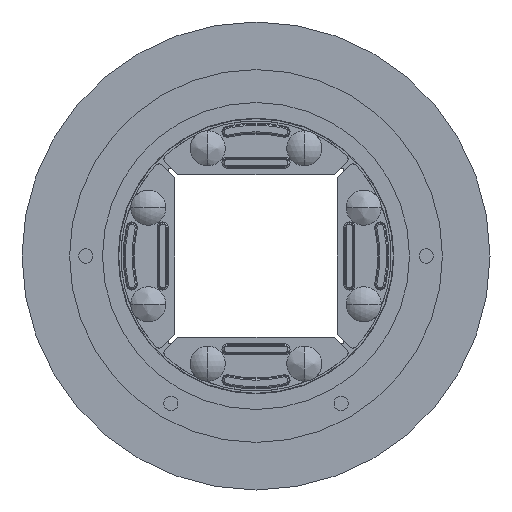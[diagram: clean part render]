
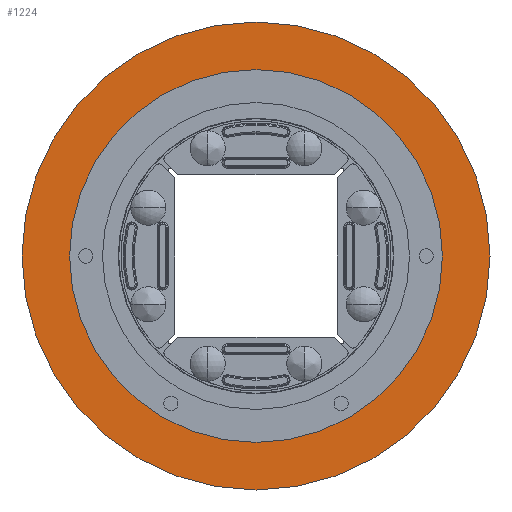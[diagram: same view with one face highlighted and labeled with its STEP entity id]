
A CAD part, left-side view. The second image highlights one B-rep face of the part: STEP entity #1224.
In plain terms, the highlighted face is planar.
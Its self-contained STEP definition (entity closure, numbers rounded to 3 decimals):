
#416=CARTESIAN_POINT('',(4.0,0.,84.85));
#417=VERTEX_POINT('',#416);
#426=CARTESIAN_POINT('',(4.0,0.,-84.85));
#427=VERTEX_POINT('',#426);
#428=CARTESIAN_POINT('',(4.0,0.0,0.0));
#429=DIRECTION('',(-1.0,0.0,0.0));
#430=DIRECTION('',(0.0,0.0,1.0));
#431=AXIS2_PLACEMENT_3D('',#428,#429,#430);
#432=CIRCLE('',#431,84.85);
#433=EDGE_CURVE('',#427,#417,#432,.T.);
#670=CARTESIAN_POINT('',(4.0,-106.5,0.));
#671=VERTEX_POINT('',#670);
#687=CARTESIAN_POINT('',(4.0,106.5,0.));
#688=VERTEX_POINT('',#687);
#695=CARTESIAN_POINT('',(4.0,0.0,0.0));
#696=DIRECTION('',(-1.0,0.0,0.0));
#697=DIRECTION('',(0.0,-1.0,0.0));
#698=AXIS2_PLACEMENT_3D('',#695,#696,#697);
#699=CIRCLE('',#698,106.5);
#700=EDGE_CURVE('',#688,#671,#699,.T.);
#1199=CARTESIAN_POINT('',(4.0,0.0,0.0));
#1200=DIRECTION('',(-1.0,0.0,0.0));
#1201=DIRECTION('',(0.0,0.0,1.0));
#1202=AXIS2_PLACEMENT_3D('',#1199,#1200,#1201);
#1203=PLANE('',#1202);
#1204=ORIENTED_EDGE('',*,*,#700,.F.);
#1205=CARTESIAN_POINT('',(4.0,0.0,0.0));
#1206=DIRECTION('',(-1.0,0.0,0.0));
#1207=DIRECTION('',(0.0,-1.0,0.0));
#1208=AXIS2_PLACEMENT_3D('',#1205,#1206,#1207);
#1209=CIRCLE('',#1208,106.5);
#1210=EDGE_CURVE('',#671,#688,#1209,.T.);
#1211=ORIENTED_EDGE('',*,*,#1210,.F.);
#1212=EDGE_LOOP('',(#1204,#1211));
#1213=FACE_OUTER_BOUND('',#1212,.T.);
#1214=ORIENTED_EDGE('',*,*,#433,.T.);
#1215=CARTESIAN_POINT('',(4.0,0.0,0.0));
#1216=DIRECTION('',(-1.0,0.0,0.0));
#1217=DIRECTION('',(0.0,0.0,1.0));
#1218=AXIS2_PLACEMENT_3D('',#1215,#1216,#1217);
#1219=CIRCLE('',#1218,84.85);
#1220=EDGE_CURVE('',#417,#427,#1219,.T.);
#1221=ORIENTED_EDGE('',*,*,#1220,.T.);
#1222=EDGE_LOOP('',(#1214,#1221));
#1223=FACE_BOUND('',#1222,.T.);
#1224=ADVANCED_FACE('',(#1213,#1223),#1203,.F.);
